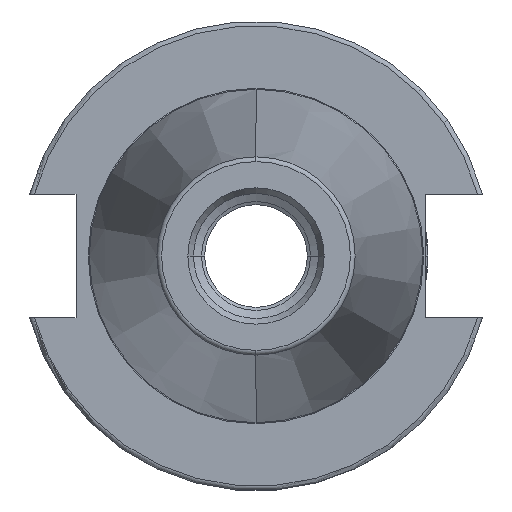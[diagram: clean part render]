
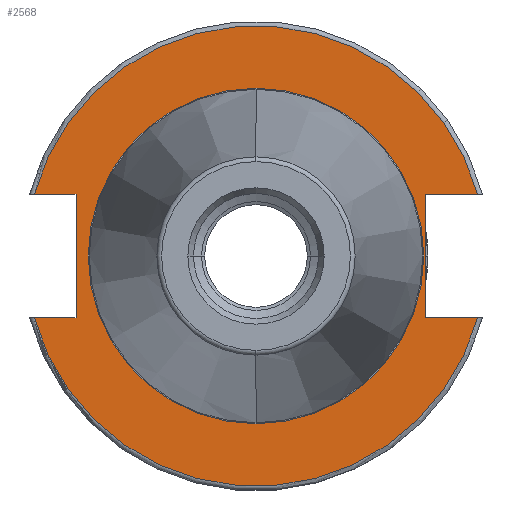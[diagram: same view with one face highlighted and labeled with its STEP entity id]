
A CAD part, left-side view. The second image highlights one B-rep face of the part: STEP entity #2568.
In plain terms, the highlighted planar face has unit normal (-1, 0, 0).
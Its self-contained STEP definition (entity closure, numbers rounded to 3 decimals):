
#683=CARTESIAN_POINT('',(3.175,0.,0.));
#684=DIRECTION('',(-1.,0.,0.));
#685=DIRECTION('',(0.,0.963,-0.269));
#686=AXIS2_PLACEMENT_3D('',#683,#684,#685);
#791=CARTESIAN_POINT('',(3.175,0.,0.));
#792=DIRECTION('',(-1.,0.,0.));
#793=DIRECTION('',(0.,-0.963,0.269));
#794=AXIS2_PLACEMENT_3D('',#791,#792,#793);
#796=DIRECTION('',(0.,-1.,0.));
#797=VECTOR('',#796,8.736);
#798=CARTESIAN_POINT('',(3.175,46.436,-12.954));
#799=LINE('',#798,#797);
#800=DIRECTION('',(0.,0.,-1.));
#801=VECTOR('',#800,25.908);
#802=CARTESIAN_POINT('',(3.175,37.7,12.954));
#803=LINE('',#802,#801);
#804=DIRECTION('',(0.,-1.,0.));
#805=VECTOR('',#804,8.736);
#806=CARTESIAN_POINT('',(3.175,46.436,12.954));
#807=LINE('',#806,#805);
#808=DIRECTION('',(0.,1.,0.));
#809=VECTOR('',#808,10.936);
#810=CARTESIAN_POINT('',(3.175,-46.436,12.954));
#811=LINE('',#810,#809);
#812=DIRECTION('',(0.,0.,-1.));
#813=VECTOR('',#812,25.908);
#814=CARTESIAN_POINT('',(3.175,-35.5,12.954));
#815=LINE('',#814,#813);
#816=DIRECTION('',(0.,1.,0.));
#817=VECTOR('',#816,10.936);
#818=CARTESIAN_POINT('',(3.175,-46.436,-12.954));
#819=LINE('',#818,#817);
#820=CARTESIAN_POINT('',(3.175,0.,0.));
#821=DIRECTION('',(1.,0.,0.));
#822=DIRECTION('',(0.,0.,1.));
#823=AXIS2_PLACEMENT_3D('',#820,#821,#822);
#825=CARTESIAN_POINT('',(3.175,0.,0.));
#826=DIRECTION('',(1.,0.,0.));
#827=DIRECTION('',(0.,0.,-1.));
#828=AXIS2_PLACEMENT_3D('',#825,#826,#827);
#1124=CARTESIAN_POINT('',(3.175,37.7,12.954));
#1125=CARTESIAN_POINT('',(3.175,37.7,-12.954));
#1126=VERTEX_POINT('',#1124);
#1127=VERTEX_POINT('',#1125);
#1146=CARTESIAN_POINT('',(3.175,-35.5,12.954));
#1147=CARTESIAN_POINT('',(3.175,-35.5,-12.954));
#1148=VERTEX_POINT('',#1146);
#1149=VERTEX_POINT('',#1147);
#1176=CARTESIAN_POINT('',(3.175,46.436,-12.954));
#1177=CARTESIAN_POINT('',(3.175,-46.436,-12.954));
#1178=VERTEX_POINT('',#1176);
#1179=VERTEX_POINT('',#1177);
#1184=CARTESIAN_POINT('',(3.175,-46.436,12.954));
#1185=CARTESIAN_POINT('',(3.175,46.436,12.954));
#1186=VERTEX_POINT('',#1184);
#1187=VERTEX_POINT('',#1185);
#1228=CARTESIAN_POINT('',(3.175,0.,35.128));
#1229=CARTESIAN_POINT('',(3.175,0.,-35.128));
#1230=VERTEX_POINT('',#1228);
#1231=VERTEX_POINT('',#1229);
#2544=CARTESIAN_POINT('',(3.175,0.,0.));
#2545=DIRECTION('',(1.,0.,0.));
#2546=DIRECTION('',(0.,0.,1.));
#2547=AXIS2_PLACEMENT_3D('',#2544,#2545,#2546);
#2548=PLANE('',#2547);
#2549=ORIENTED_EDGE('',*,*,#2407,.F.);
#2551=ORIENTED_EDGE('',*,*,#2550,.T.);
#2553=ORIENTED_EDGE('',*,*,#2552,.F.);
#2555=ORIENTED_EDGE('',*,*,#2554,.F.);
#2556=ORIENTED_EDGE('',*,*,#2537,.F.);
#2557=ORIENTED_EDGE('',*,*,#2525,.T.);
#2558=ORIENTED_EDGE('',*,*,#2361,.T.);
#2559=ORIENTED_EDGE('',*,*,#2375,.F.);
#2560=EDGE_LOOP('',(#2549,#2551,#2553,#2555,#2556,#2557,#2558,#2559));
#2561=FACE_OUTER_BOUND('',#2560,.F.);
#2563=ORIENTED_EDGE('',*,*,#2562,.F.);
#2565=ORIENTED_EDGE('',*,*,#2564,.F.);
#2566=EDGE_LOOP('',(#2563,#2565));
#2567=FACE_BOUND('',#2566,.F.);
#2568=ADVANCED_FACE('',(#2561,#2567),#2548,.F.);
#687=CIRCLE('',#686,48.209);
#795=CIRCLE('',#794,48.209);
#824=CIRCLE('',#823,35.128);
#829=CIRCLE('',#828,35.128);
#2361=EDGE_CURVE('',#1148,#1149,#815,.T.);
#2375=EDGE_CURVE('',#1179,#1149,#819,.T.);
#2407=EDGE_CURVE('',#1178,#1179,#687,.T.);
#2525=EDGE_CURVE('',#1186,#1148,#811,.T.);
#2537=EDGE_CURVE('',#1186,#1187,#795,.T.);
#2550=EDGE_CURVE('',#1178,#1127,#799,.T.);
#2552=EDGE_CURVE('',#1126,#1127,#803,.T.);
#2554=EDGE_CURVE('',#1187,#1126,#807,.T.);
#2562=EDGE_CURVE('',#1230,#1231,#824,.T.);
#2564=EDGE_CURVE('',#1231,#1230,#829,.T.);
